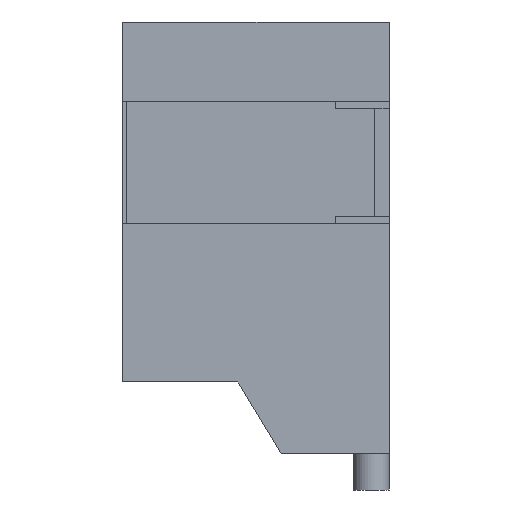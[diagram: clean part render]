
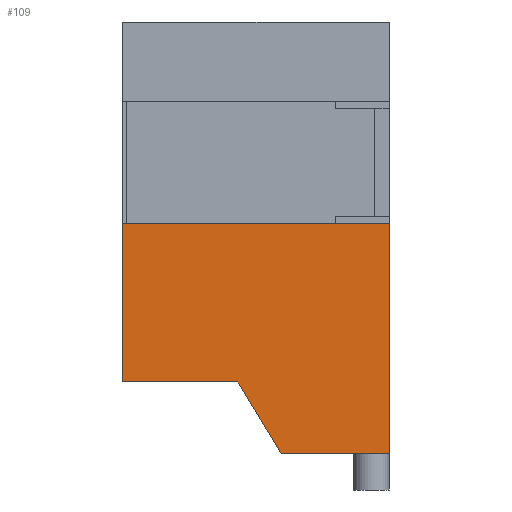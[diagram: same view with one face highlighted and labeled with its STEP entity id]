
A CAD part, left-side view. The second image highlights one B-rep face of the part: STEP entity #109.
In plain terms, the highlighted planar face has unit normal (-1, 0, 0).
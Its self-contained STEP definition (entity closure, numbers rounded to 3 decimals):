
#1 = EDGE_CURVE ( 'NONE', #5780, #5783, #303, .T. ) ;
#99 = ORIENTED_EDGE ( 'NONE', *, *, #5838, .F. ) ;
#104 = ORIENTED_EDGE ( 'NONE', *, *, #105, .F. ) ;
#105 = EDGE_CURVE ( 'NONE', #5783, #108, #727, .T. ) ;
#106 = EDGE_CURVE ( 'NONE', #108, #5849, #624, .T. ) ;
#107 = ORIENTED_EDGE ( 'NONE', *, *, #106, .F. ) ;
#108 = VERTEX_POINT ( 'NONE', #620 ) ;
#109 = ADVANCED_FACE ( 'NONE', ( #619 ), #596, .T. ) ;
#110 = EDGE_CURVE ( 'NONE', #5780, #5862, #591, .T. ) ;
#112 = EDGE_LOOP ( 'NONE', ( #116, #117, #5944, #99, #107, #104 ) ) ;
#116 = ORIENTED_EDGE ( 'NONE', *, *, #1, .F. ) ;
#117 = ORIENTED_EDGE ( 'NONE', *, *, #110, .T. ) ;
#300 = DIRECTION ( 'NONE',  ( 0., 0., -1. ) ) ;
#301 = VECTOR ( 'NONE', #300, 1000. ) ;
#302 = CARTESIAN_POINT ( 'NONE',  ( -8.25, 0., 0. ) ) ;
#303 = LINE ( 'NONE', #302, #301 ) ;
#588 = DIRECTION ( 'NONE',  ( 0., 1., 0. ) ) ;
#589 = VECTOR ( 'NONE', #588, 1000. ) ;
#590 = CARTESIAN_POINT ( 'NONE',  ( -8.25, 0., 3.2 ) ) ;
#591 = LINE ( 'NONE', #590, #589 ) ;
#592 = DIRECTION ( 'NONE',  ( 0., 0., 1. ) ) ;
#593 = DIRECTION ( 'NONE',  ( -1., 0., 0. ) ) ;
#594 = CARTESIAN_POINT ( 'NONE',  ( -8.25, 3.7, 6. ) ) ;
#595 = AXIS2_PLACEMENT_3D ( 'NONE', #594, #593, #592 ) ;
#596 = PLANE ( 'NONE',  #595 ) ;
#619 = FACE_OUTER_BOUND ( 'NONE', #112, .T. ) ;
#620 = CARTESIAN_POINT ( 'NONE',  ( -8.25, 1.5, 0. ) ) ;
#621 = DIRECTION ( 'NONE',  ( 0., 0.514, 0.857 ) ) ;
#622 = VECTOR ( 'NONE', #621, 1000. ) ;
#623 = CARTESIAN_POINT ( 'NONE',  ( -8.25, 2.1, 1. ) ) ;
#624 = LINE ( 'NONE', #623, #622 ) ;
#724 = DIRECTION ( 'NONE',  ( 0., 1., 0. ) ) ;
#725 = VECTOR ( 'NONE', #724, 1000. ) ;
#726 = CARTESIAN_POINT ( 'NONE',  ( -8.25, 1.5, 0. ) ) ;
#727 = LINE ( 'NONE', #726, #725 ) ;
#3614 = DIRECTION ( 'NONE',  ( 0., 0., 1. ) ) ;
#3615 = VECTOR ( 'NONE', #3614, 1000. ) ;
#3616 = CARTESIAN_POINT ( 'NONE',  ( -8.25, 3.7, 6. ) ) ;
#3617 = LINE ( 'NONE', #3616, #3615 ) ;
#3619 = CARTESIAN_POINT ( 'NONE',  ( -8.25, 0., 0. ) ) ;
#3625 = CARTESIAN_POINT ( 'NONE',  ( -8.25, 0., 3.2 ) ) ;
#3804 = CARTESIAN_POINT ( 'NONE',  ( -8.25, 3.7, 3.2 ) ) ;
#3824 = CARTESIAN_POINT ( 'NONE',  ( -8.25, 3.7, 1. ) ) ;
#3912 = CARTESIAN_POINT ( 'NONE',  ( -8.25, 2.1, 1. ) ) ;
#3990 = DIRECTION ( 'NONE',  ( 0., 1., 0. ) ) ;
#3991 = VECTOR ( 'NONE', #3990, 1000. ) ;
#3992 = CARTESIAN_POINT ( 'NONE',  ( -8.25, 3.7, 1. ) ) ;
#3993 = LINE ( 'NONE', #3992, #3991 ) ;
#5780 = VERTEX_POINT ( 'NONE', #3625 ) ;
#5783 = VERTEX_POINT ( 'NONE', #3619 ) ;
#5784 = EDGE_CURVE ( 'NONE', #5850, #5862, #3617, .T. ) ;
#5838 = EDGE_CURVE ( 'NONE', #5849, #5850, #3993, .T. ) ;
#5849 = VERTEX_POINT ( 'NONE', #3912 ) ;
#5850 = VERTEX_POINT ( 'NONE', #3824 ) ;
#5862 = VERTEX_POINT ( 'NONE', #3804 ) ;
#5944 = ORIENTED_EDGE ( 'NONE', *, *, #5784, .F. ) ;
